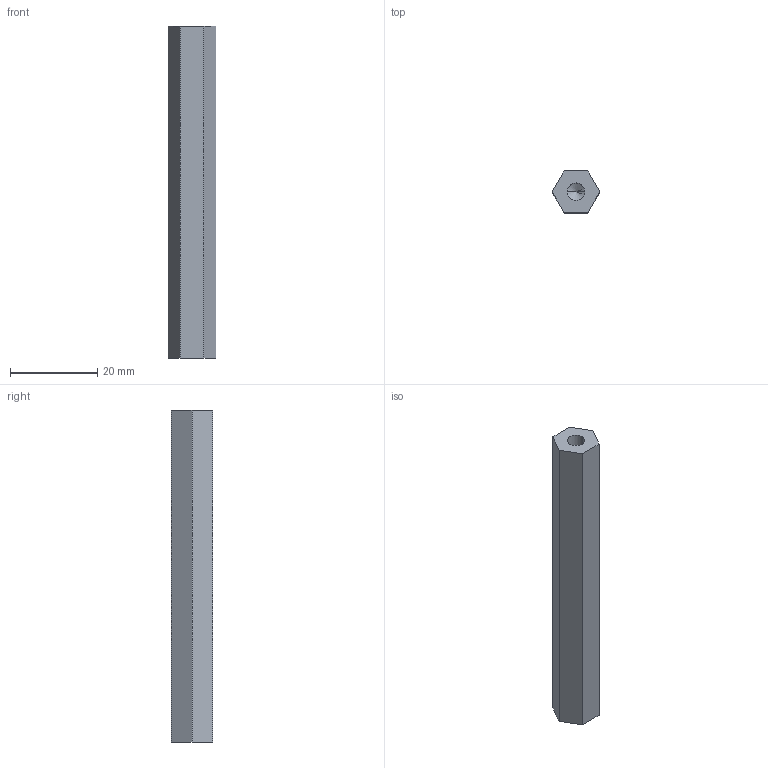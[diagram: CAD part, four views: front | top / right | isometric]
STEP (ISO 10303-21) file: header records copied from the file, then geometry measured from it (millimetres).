
FILE_DESCRIPTION (( 'STEP AP203' ), '1' );
FILE_NAME ('am-5003-0300 RoBits 0.375 in. Hex Shaft 3 in. Long.STEP', '2023-01-31T14:58:47', ( '' ), ( '' ), 'SwSTEP 2.0', 'SolidWorks 2022', '' );
FILE_SCHEMA (( 'CONFIG_CONTROL_DESIGN' ));
Length unit declared in the file: inch
Products named in the file (1): am-5003-0300 RoBits 0.375 in. Hex Shaft 3 in. Long
Bounding box: 11 x 9.53 x 76.2 mm (x, y, z)
Volume: 5521.2 mm3; surface area: 3126.8 mm2
Topology: 1 solids, 1 shells, 16 faces, 38 edges, 22 vertices
Faces by surface type: plane 8, cylinder 4, cone 4
Entity records: 509 total; most frequent: DIRECTION 76, CARTESIAN_POINT 73, ORIENTED_EDGE 68, EDGE_CURVE 34, VECTOR 26, LINE 26, AXIS2_PLACEMENT_3D 25, VERTEX_POINT 22
